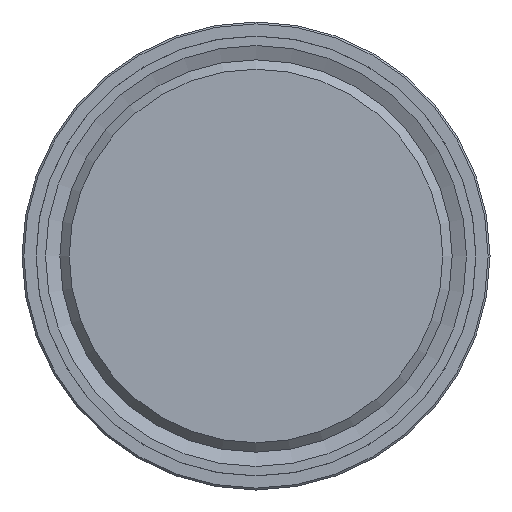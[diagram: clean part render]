
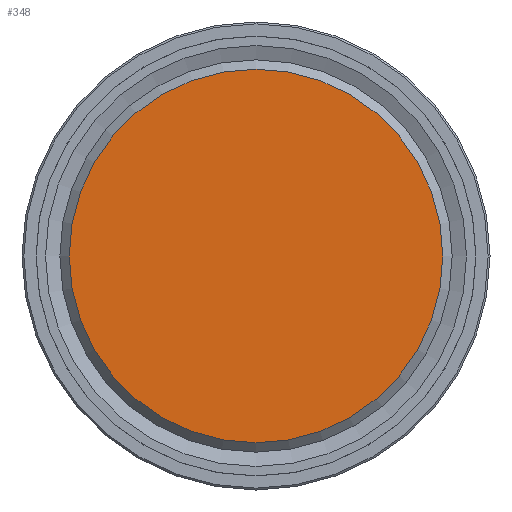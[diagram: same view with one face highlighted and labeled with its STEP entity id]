
A CAD part, left-side view. The second image highlights one B-rep face of the part: STEP entity #348.
In plain terms, the highlighted planar face has unit normal (-1, 0, 0).
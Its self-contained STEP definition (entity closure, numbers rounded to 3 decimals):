
#86=FACE_OUTER_BOUND('',#117,.T.);
#117=EDGE_LOOP('',(#252));
#152=CIRCLE('',#381,19.955);
#169=VERTEX_POINT('',#527);
#204=EDGE_CURVE('',#169,#169,#152,.T.);
#252=ORIENTED_EDGE('',*,*,#204,.F.);
#324=PLANE('',#383);
#348=ADVANCED_FACE('',(#86),#324,.T.);
#381=AXIS2_PLACEMENT_3D('',#528,#436,#437);
#383=AXIS2_PLACEMENT_3D('',#531,#440,#441);
#436=DIRECTION('center_axis',(1.,0.,0.));
#437=DIRECTION('ref_axis',(0.,-1.,0.));
#440=DIRECTION('center_axis',(-1.,0.,0.));
#441=DIRECTION('ref_axis',(0.,0.,1.));
#527=CARTESIAN_POINT('',(0.,19.955,0.));
#528=CARTESIAN_POINT('Origin',(0.,0.,0.));
#531=CARTESIAN_POINT('Origin',(0.,20.955,0.));
